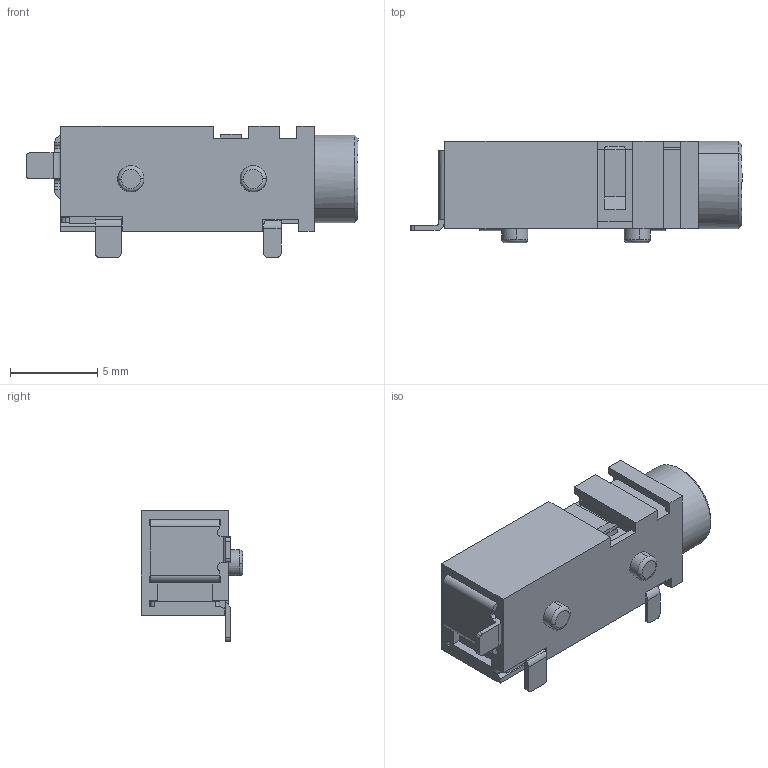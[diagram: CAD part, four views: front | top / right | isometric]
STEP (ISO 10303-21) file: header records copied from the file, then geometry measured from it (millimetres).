
FILE_DESCRIPTION (( 'STEP AP203' ), '1' );
FILE_NAME ('CUI_DEVICES_SJ2-3592B-SMT-TR.step', '2019-10-20T22:58:22', ( '' ), ( '' ), 'SwSTEP 2.0', 'SolidWorks 2019', '' );
FILE_SCHEMA (( 'CONFIG_CONTROL_DESIGN' ));
Length unit declared in the file: inch
Products named in the file (1): CUI_DEVICES_SJ2-3592B-SMT-TR
Bounding box: 19 x 5.8 x 7.5 mm (x, y, z)
Volume: 327.5 mm3; surface area: 737.5 mm2
Topology: 1 solids, 3 shells, 359 faces, 1037 edges, 688 vertices
Faces by surface type: plane 263, cylinder 88, torus 4, cone 4
Entity records: 12100 total; most frequent: CARTESIAN_POINT 2584, ORIENTED_EDGE 2074, DIRECTION 1834, EDGE_CURVE 1037, VECTOR 756, LINE 756, VERTEX_POINT 688, AXIS2_PLACEMENT_3D 539
